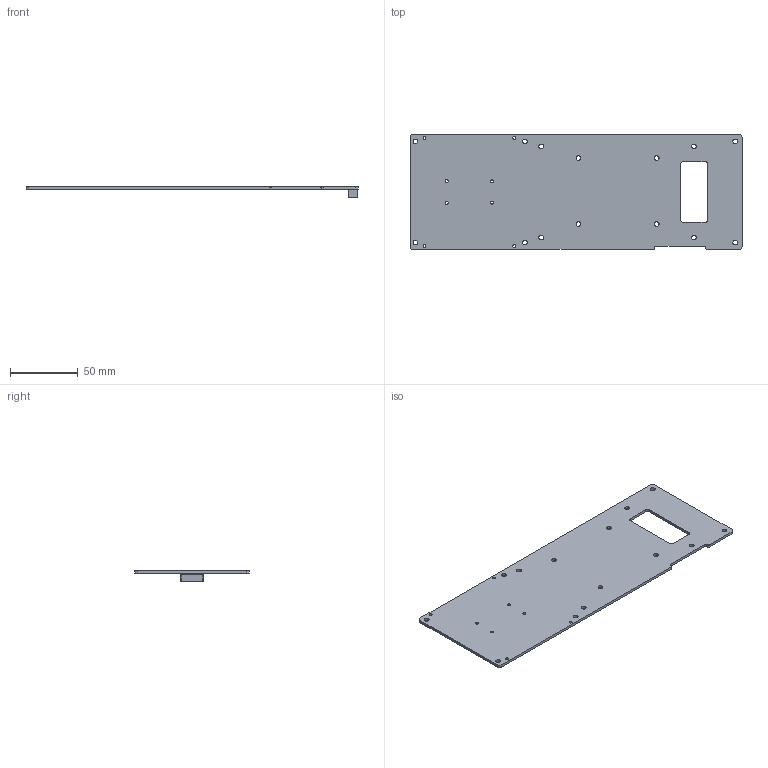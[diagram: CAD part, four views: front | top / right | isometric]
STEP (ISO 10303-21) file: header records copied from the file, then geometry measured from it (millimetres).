
FILE_DESCRIPTION((''),'2;1');
FILE_NAME('PCB_CONTROL_V5RACK','2023-04-14T',('ramon'),(''),'PRO/ENGINEER BY PARAMETRIC TECHNOLOGY CORPORATION, 2013230','PRO/ENGINEER BY PARAMETRIC TECHNOLOGY CORPORATION, 2013230','');
FILE_SCHEMA(('CONFIG_CONTROL_DESIGN'));
Length unit declared in the file: millimetre
Products named in the file (1): PCB_CONTROL_V5RACK
Bounding box: 245.6 x 84.9 x 8 mm (x, y, z)
Volume: 39685.2 mm3; surface area: 41879.5 mm2
Topology: 1 solids, 1 shells, 80 faces, 228 edges, 152 vertices
Faces by surface type: cylinder 56, plane 24
Entity records: 2794 total; most frequent: DIRECTION 500, CARTESIAN_POINT 460, ORIENTED_EDGE 456, EDGE_CURVE 228, AXIS2_PLACEMENT_3D 192, VERTEX_POINT 152, EDGE_LOOP 128, VECTOR 116
